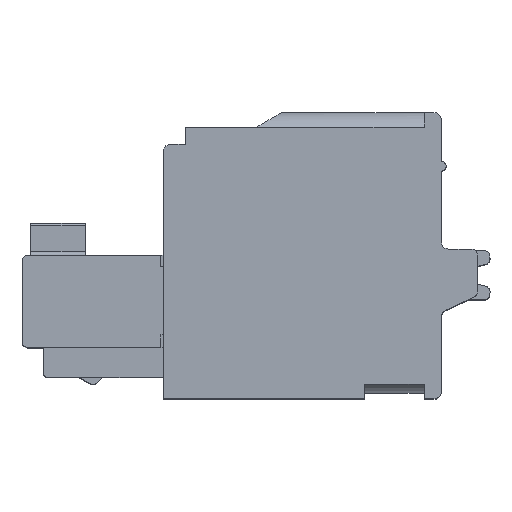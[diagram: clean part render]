
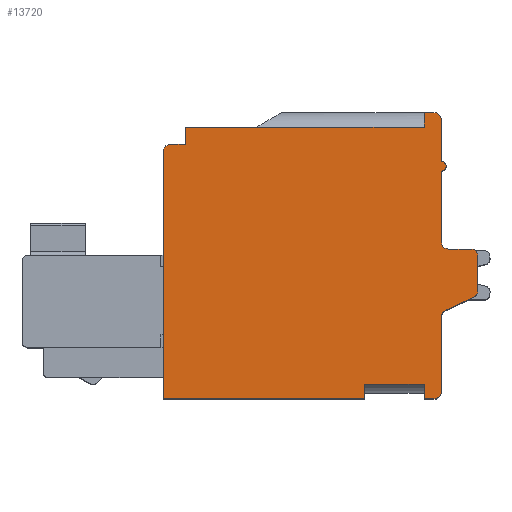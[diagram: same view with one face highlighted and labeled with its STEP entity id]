
A CAD part, top view. The second image highlights one B-rep face of the part: STEP entity #13720.
In plain terms, the highlighted planar face has unit normal (0, 0, 1).
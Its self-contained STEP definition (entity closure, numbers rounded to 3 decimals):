
#1063=DIRECTION('',(0.,-1.,0.));
#1064=VECTOR('',#1063,0.7);
#1065=CARTESIAN_POINT('',(-9.8,11.15,-7.5));
#1066=LINE('',#1065,#1064);
#1123=DIRECTION('',(-1.,0.,0.));
#1124=VECTOR('',#1123,9.8);
#1125=CARTESIAN_POINT('',(0.,11.15,-7.5));
#1126=LINE('',#1125,#1124);
#1502=CARTESIAN_POINT('',(0.7,9.55,-7.5));
#1503=DIRECTION('',(0.,0.,1.));
#1504=DIRECTION('',(0.,-1.,0.));
#1505=AXIS2_PLACEMENT_3D('',#1502,#1503,#1504);
#1560=DIRECTION('',(0.,1.,0.));
#1561=VECTOR('',#1560,2.9);
#1562=CARTESIAN_POINT('',(0.7,6.45,-7.5));
#1563=LINE('',#1562,#1561);
#1686=DIRECTION('',(0.,1.,0.));
#1687=VECTOR('',#1686,3.059);
#1688=CARTESIAN_POINT('',(0.7,0.3,-7.5));
#1689=LINE('',#1688,#1687);
#2393=DIRECTION('',(0.,-1.,0.));
#2394=VECTOR('',#2393,0.6);
#2395=CARTESIAN_POINT('',(0.,0.6,-7.5));
#2396=LINE('',#2395,#2394);
#3312=DIRECTION('',(0.,1.,0.));
#3313=VECTOR('',#3312,10.15);
#3314=CARTESIAN_POINT('',(-10.7,0.,-7.5));
#3315=LINE('',#3314,#3313);
#3316=CARTESIAN_POINT('',(-10.4,10.15,-7.5));
#3317=DIRECTION('',(0.,0.,-1.));
#3318=DIRECTION('',(-1.,0.,0.));
#3319=AXIS2_PLACEMENT_3D('',#3316,#3317,#3318);
#3321=DIRECTION('',(1.,0.,0.));
#3322=VECTOR('',#3321,0.6);
#3323=CARTESIAN_POINT('',(-10.4,10.45,-7.5));
#3324=LINE('',#3323,#3322);
#3325=DIRECTION('',(1.,0.,0.));
#3326=VECTOR('',#3325,0.4);
#3327=CARTESIAN_POINT('',(0.,11.75,-7.5));
#3328=LINE('',#3327,#3326);
#3329=CARTESIAN_POINT('',(0.4,11.45,-7.5));
#3330=DIRECTION('',(0.,0.,-1.));
#3331=DIRECTION('',(0.,1.,0.));
#3332=AXIS2_PLACEMENT_3D('',#3329,#3330,#3331);
#3334=DIRECTION('',(0.,-1.,0.));
#3335=VECTOR('',#3334,1.7);
#3336=CARTESIAN_POINT('',(0.7,11.45,-7.5));
#3337=LINE('',#3336,#3335);
#3338=CARTESIAN_POINT('',(1.,6.45,-7.5));
#3339=DIRECTION('',(0.,0.,1.));
#3340=DIRECTION('',(-1.,0.,0.));
#3341=AXIS2_PLACEMENT_3D('',#3338,#3339,#3340);
#3343=DIRECTION('',(1.,0.,0.));
#3344=VECTOR('',#3343,0.9);
#3345=CARTESIAN_POINT('',(1.,6.15,-7.5));
#3346=LINE('',#3345,#3344);
#3347=CARTESIAN_POINT('',(1.9,5.85,-7.5));
#3348=DIRECTION('',(0.,0.,-1.));
#3349=DIRECTION('',(0.,1.,0.));
#3350=AXIS2_PLACEMENT_3D('',#3347,#3348,#3349);
#3352=DIRECTION('',(0.,-1.,0.));
#3353=VECTOR('',#3352,1.409);
#3354=CARTESIAN_POINT('',(2.2,5.85,-7.5));
#3355=LINE('',#3354,#3353);
#3356=CARTESIAN_POINT('',(1.9,4.441,-7.5));
#3357=DIRECTION('',(0.,0.,-1.));
#3358=DIRECTION('',(1.,0.,0.));
#3359=AXIS2_PLACEMENT_3D('',#3356,#3357,#3358);
#3361=DIRECTION('',(-0.906,-0.423,0.));
#3362=VECTOR('',#3361,1.273);
#3363=CARTESIAN_POINT('',(2.027,4.169,-7.5));
#3364=LINE('',#3363,#3362);
#3365=CARTESIAN_POINT('',(1.,3.359,-7.5));
#3366=DIRECTION('',(0.,0.,1.));
#3367=DIRECTION('',(-0.423,0.906,0.));
#3368=AXIS2_PLACEMENT_3D('',#3365,#3366,#3367);
#3370=CARTESIAN_POINT('',(0.4,0.3,-7.5));
#3371=DIRECTION('',(0.,0.,-1.));
#3372=DIRECTION('',(1.,0.,0.));
#3373=AXIS2_PLACEMENT_3D('',#3370,#3371,#3372);
#3375=DIRECTION('',(-1.,0.,0.));
#3376=VECTOR('',#3375,0.4);
#3377=CARTESIAN_POINT('',(0.4,0.,-7.5));
#3378=LINE('',#3377,#3376);
#3379=DIRECTION('',(0.,-1.,0.));
#3380=VECTOR('',#3379,0.6);
#3381=CARTESIAN_POINT('',(-2.45,0.6,-7.5));
#3382=LINE('',#3381,#3380);
#3383=DIRECTION('',(-1.,0.,0.));
#3384=VECTOR('',#3383,8.25);
#3385=CARTESIAN_POINT('',(-2.45,0.,-7.5));
#3386=LINE('',#3385,#3384);
#3400=DIRECTION('',(0.,-1.,0.));
#3401=VECTOR('',#3400,0.6);
#3402=CARTESIAN_POINT('',(0.,11.75,-7.5));
#3403=LINE('',#3402,#3401);
#3738=DIRECTION('',(1.,0.,0.));
#3739=VECTOR('',#3738,2.45);
#3740=CARTESIAN_POINT('',(-2.45,0.6,-7.5));
#3741=LINE('',#3740,#3739);
#8760=CARTESIAN_POINT('',(-2.45,0.,-7.5));
#8761=CARTESIAN_POINT('',(-10.7,0.,-7.5));
#8762=VERTEX_POINT('',#8760);
#8763=VERTEX_POINT('',#8761);
#8816=CARTESIAN_POINT('',(-10.7,10.15,-7.5));
#8817=VERTEX_POINT('',#8816);
#8958=CARTESIAN_POINT('',(-9.8,11.15,-7.5));
#8959=CARTESIAN_POINT('',(-9.8,10.45,-7.5));
#8960=VERTEX_POINT('',#8958);
#8961=VERTEX_POINT('',#8959);
#8978=CARTESIAN_POINT('',(0.,11.15,-7.5));
#8979=VERTEX_POINT('',#8978);
#8998=CARTESIAN_POINT('',(0.,11.75,-7.5));
#8999=CARTESIAN_POINT('',(0.4,11.75,-7.5));
#9000=VERTEX_POINT('',#8998);
#9001=VERTEX_POINT('',#8999);
#9002=CARTESIAN_POINT('',(0.7,11.45,-7.5));
#9003=VERTEX_POINT('',#9002);
#9012=CARTESIAN_POINT('',(0.7,9.75,-7.5));
#9013=VERTEX_POINT('',#9012);
#9022=CARTESIAN_POINT('',(0.7,6.45,-7.5));
#9023=VERTEX_POINT('',#9022);
#9024=CARTESIAN_POINT('',(0.7,9.35,-7.5));
#9025=VERTEX_POINT('',#9024);
#9040=CARTESIAN_POINT('',(0.7,0.3,-7.5));
#9041=CARTESIAN_POINT('',(0.7,3.359,-7.5));
#9042=VERTEX_POINT('',#9040);
#9043=VERTEX_POINT('',#9041);
#9078=CARTESIAN_POINT('',(0.4,0.,-7.5));
#9079=VERTEX_POINT('',#9078);
#9080=CARTESIAN_POINT('',(0.,0.,-7.5));
#9081=VERTEX_POINT('',#9080);
#9083=CARTESIAN_POINT('',(0.,0.6,-7.5));
#9085=VERTEX_POINT('',#9083);
#9090=CARTESIAN_POINT('',(-2.45,0.6,-7.5));
#9091=VERTEX_POINT('',#9090);
#9094=CARTESIAN_POINT('',(-10.4,10.45,-7.5));
#9095=VERTEX_POINT('',#9094);
#9096=CARTESIAN_POINT('',(1.,6.15,-7.5));
#9097=VERTEX_POINT('',#9096);
#9098=CARTESIAN_POINT('',(1.9,6.15,-7.5));
#9099=VERTEX_POINT('',#9098);
#9100=CARTESIAN_POINT('',(2.2,5.85,-7.5));
#9101=VERTEX_POINT('',#9100);
#9102=CARTESIAN_POINT('',(2.2,4.441,-7.5));
#9103=VERTEX_POINT('',#9102);
#9104=CARTESIAN_POINT('',(2.027,4.169,-7.5));
#9105=VERTEX_POINT('',#9104);
#9106=CARTESIAN_POINT('',(0.873,3.631,-7.5));
#9107=VERTEX_POINT('',#9106);
#13678=CARTESIAN_POINT('',(-1.384,8.507,-7.5));
#13679=DIRECTION('',(0.,0.,1.));
#13680=DIRECTION('',(1.,0.,0.));
#13681=AXIS2_PLACEMENT_3D('',#13678,#13679,#13680);
#13682=PLANE('',#13681);
#13683=ORIENTED_EDGE('',*,*,#13235,.T.);
#13685=ORIENTED_EDGE('',*,*,#13684,.T.);
#13686=ORIENTED_EDGE('',*,*,#13671,.T.);
#13687=ORIENTED_EDGE('',*,*,#10796,.F.);
#13688=ORIENTED_EDGE('',*,*,#10863,.F.);
#13690=ORIENTED_EDGE('',*,*,#13689,.F.);
#13691=ORIENTED_EDGE('',*,*,#11315,.T.);
#13692=ORIENTED_EDGE('',*,*,#11340,.T.);
#13693=ORIENTED_EDGE('',*,*,#11363,.T.);
#13694=ORIENTED_EDGE('',*,*,#11410,.F.);
#13695=ORIENTED_EDGE('',*,*,#11448,.F.);
#13697=ORIENTED_EDGE('',*,*,#13696,.T.);
#13699=ORIENTED_EDGE('',*,*,#13698,.T.);
#13701=ORIENTED_EDGE('',*,*,#13700,.T.);
#13703=ORIENTED_EDGE('',*,*,#13702,.T.);
#13705=ORIENTED_EDGE('',*,*,#13704,.T.);
#13707=ORIENTED_EDGE('',*,*,#13706,.T.);
#13709=ORIENTED_EDGE('',*,*,#13708,.T.);
#13710=ORIENTED_EDGE('',*,*,#11600,.F.);
#13711=ORIENTED_EDGE('',*,*,#12355,.T.);
#13712=ORIENTED_EDGE('',*,*,#12370,.T.);
#13713=ORIENTED_EDGE('',*,*,#12389,.F.);
#13715=ORIENTED_EDGE('',*,*,#13714,.F.);
#13716=ORIENTED_EDGE('',*,*,#12435,.T.);
#13717=ORIENTED_EDGE('',*,*,#12470,.T.);
#13718=EDGE_LOOP('',(#13683,#13685,#13686,#13687,#13688,#13690,#13691,#13692,
#13693,#13694,#13695,#13697,#13699,#13701,#13703,#13705,#13707,#13709,#13710,
#13711,#13712,#13713,#13715,#13716,#13717));
#13719=FACE_OUTER_BOUND('',#13718,.F.);
#1506=CIRCLE('',#1505,0.2);
#3320=CIRCLE('',#3319,0.3);
#3333=CIRCLE('',#3332,0.3);
#3342=CIRCLE('',#3341,0.3);
#3351=CIRCLE('',#3350,0.3);
#3360=CIRCLE('',#3359,0.3);
#3369=CIRCLE('',#3368,0.3);
#3374=CIRCLE('',#3373,0.3);
#10796=EDGE_CURVE('',#8960,#8961,#1066,.T.);
#10863=EDGE_CURVE('',#8979,#8960,#1126,.T.);
#11315=EDGE_CURVE('',#9000,#9001,#3328,.T.);
#11340=EDGE_CURVE('',#9001,#9003,#3333,.T.);
#11363=EDGE_CURVE('',#9003,#9013,#3337,.T.);
#11410=EDGE_CURVE('',#9025,#9013,#1506,.T.);
#11448=EDGE_CURVE('',#9023,#9025,#1563,.T.);
#11600=EDGE_CURVE('',#9042,#9043,#1689,.T.);
#12355=EDGE_CURVE('',#9042,#9079,#3374,.T.);
#12370=EDGE_CURVE('',#9079,#9081,#3378,.T.);
#12389=EDGE_CURVE('',#9085,#9081,#2396,.T.);
#12435=EDGE_CURVE('',#9091,#8762,#3382,.T.);
#12470=EDGE_CURVE('',#8762,#8763,#3386,.T.);
#13235=EDGE_CURVE('',#8763,#8817,#3315,.T.);
#13671=EDGE_CURVE('',#9095,#8961,#3324,.T.);
#13684=EDGE_CURVE('',#8817,#9095,#3320,.T.);
#13689=EDGE_CURVE('',#9000,#8979,#3403,.T.);
#13696=EDGE_CURVE('',#9023,#9097,#3342,.T.);
#13698=EDGE_CURVE('',#9097,#9099,#3346,.T.);
#13700=EDGE_CURVE('',#9099,#9101,#3351,.T.);
#13702=EDGE_CURVE('',#9101,#9103,#3355,.T.);
#13704=EDGE_CURVE('',#9103,#9105,#3360,.T.);
#13706=EDGE_CURVE('',#9105,#9107,#3364,.T.);
#13708=EDGE_CURVE('',#9107,#9043,#3369,.T.);
#13714=EDGE_CURVE('',#9091,#9085,#3741,.T.);
#13720=ADVANCED_FACE('',(#13719),#13682,.T.);
